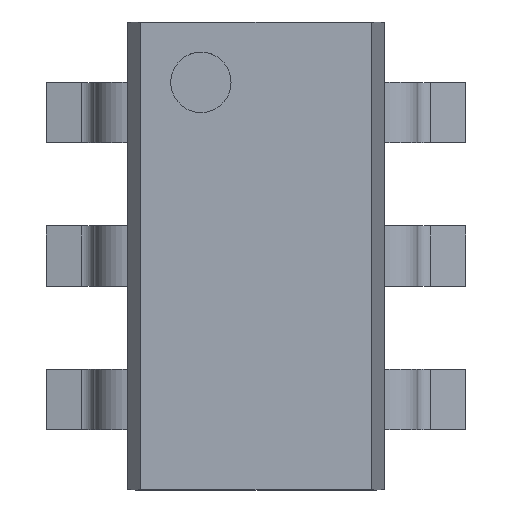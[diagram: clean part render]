
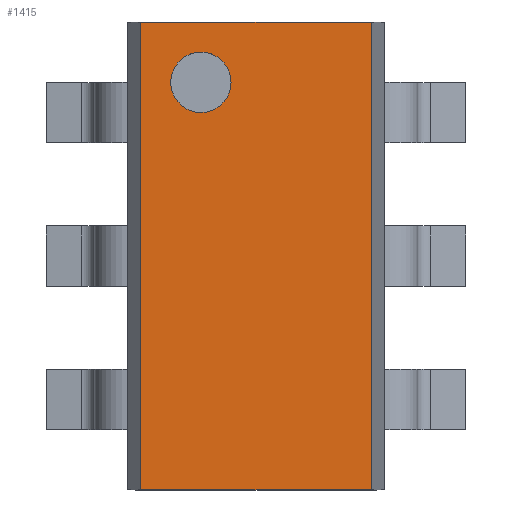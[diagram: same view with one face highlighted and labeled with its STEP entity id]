
A CAD part, top view. The second image highlights one B-rep face of the part: STEP entity #1415.
In plain terms, the highlighted planar face has unit normal (0, 0, 1).
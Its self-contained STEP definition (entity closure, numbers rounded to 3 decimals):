
#29=LINE($,#2076,#186);
#34=LINE($,#2086,#191);
#41=LINE($,#2099,#198);
#47=LINE($,#2110,#204);
#186=VECTOR($,#1650,3.1);
#191=VECTOR($,#1657,1.53);
#198=VECTOR($,#1666,3.1);
#204=VECTOR($,#1674,1.53);
#352=PLANE($,#1516);
#402=FACE_BOUND($,#500,.T.);
#414=FACE_OUTER_BOUND($,#499,.T.);
#499=EDGE_LOOP($,(#1014,#1015,#1016,#1017));
#500=EDGE_LOOP($,(#1018));
#574=CIRCLE($,#1505,0.2);
#624=VERTEX_POINT($,#2068);
#626=VERTEX_POINT($,#2073);
#627=VERTEX_POINT($,#2075);
#631=VERTEX_POINT($,#2085);
#635=VERTEX_POINT($,#2095);
#762=EDGE_CURVE($,#624,#624,#574,.T.);
#764=EDGE_CURVE($,#627,#626,#29,.T.);
#769=EDGE_CURVE($,#631,#627,#34,.T.);
#776=EDGE_CURVE($,#631,#635,#41,.F.);
#782=EDGE_CURVE($,#626,#635,#47,.T.);
#1014=ORIENTED_EDGE($,*,*,#782,.T.);
#1015=ORIENTED_EDGE($,*,*,#776,.F.);
#1016=ORIENTED_EDGE($,*,*,#769,.T.);
#1017=ORIENTED_EDGE($,*,*,#764,.T.);
#1018=ORIENTED_EDGE($,*,*,#762,.T.);
#1415=ADVANCED_FACE($,(#414,#402),#352,.T.);
#1505=AXIS2_PLACEMENT_3D($,#2069,#1643,#1644);
#1516=AXIS2_PLACEMENT_3D($,#2120,#1689,#1690);
#1643=DIRECTION('center_axis',(0.,0.,-1.));
#1644=DIRECTION('ref_axis',(-1.,0.,0.));
#1650=DIRECTION($,(0.,-1.,0.));
#1657=DIRECTION($,(-1.,0.,0.));
#1666=DIRECTION($,(0.,1.,0.));
#1674=DIRECTION($,(1.,0.,0.));
#1689=DIRECTION('center_axis',(0.,0.,1.));
#1690=DIRECTION('ref_axis',(-1.,0.,0.));
#2068=CARTESIAN_POINT('',(-0.165,1.15,1.1));
#2069=CARTESIAN_POINT('Origin',(-0.365,1.15,1.1));
#2073=CARTESIAN_POINT('',(-0.765,-1.55,1.1));
#2075=CARTESIAN_POINT('',(-0.765,1.55,1.1));
#2076=CARTESIAN_POINT($,(-0.765,1.55,1.1));
#2085=CARTESIAN_POINT('',(0.765,1.55,1.1));
#2086=CARTESIAN_POINT($,(0.615,1.55,1.1));
#2095=CARTESIAN_POINT('',(0.765,-1.55,1.1));
#2099=CARTESIAN_POINT($,(0.765,1.5,1.1));
#2110=CARTESIAN_POINT($,(0.615,-1.55,1.1));
#2120=CARTESIAN_POINT('Origin',(-0.615,1.5,1.1));
